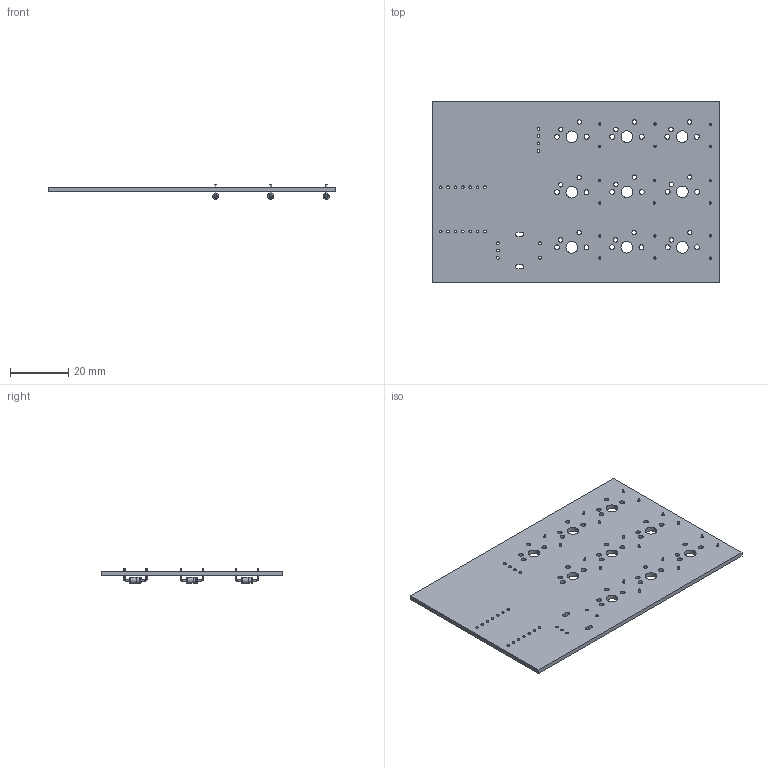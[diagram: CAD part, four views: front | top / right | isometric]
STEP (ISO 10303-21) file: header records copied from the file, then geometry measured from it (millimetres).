
FILE_DESCRIPTION(('KiCad electronic assembly'),'2;1');
FILE_NAME('project4.step','2025-12-28T19:49:47',('Pcbnew'),('Kicad'), 'Open CASCADE STEP processor 7.9','KiCad to STEP converter','Unknown' );
FILE_SCHEMA(('AUTOMOTIVE_DESIGN { 1 0 10303 214 1 1 1 1 }'));
Length unit declared in the file: millimetre
Products named in the file (3): project4 1; D_DO-35_SOD27_P7.62mm_Horizontal; project4_PCB
Assembly tree (10 placements, depth 2):
  project4 1
    D_DO-35_SOD27_P7.62mm_Horizontal  x9
    project4_PCB
Bounding box: 99.17 x 62.6 x 5.01 mm (x, y, z)
Volume: 9181.9 mm3; surface area: 13586.8 mm2
Topology: 19 solids, 19 shells, 244 faces, 510 edges, 322 vertices
Faces by surface type: cylinder 144, plane 64, torus 36
Full cylindrical faces by diameter (mm): 0.5 x27, 0.8 x18, 0.889 x14, 1 x9, 1.5 x18, 1.7 x18, 2 x18, 2.02 x9, 4 x9
Entity records: 4375 total; most frequent: DIRECTION 770, CARTESIAN_POINT 655, ORIENTED_EDGE 636, AXIS2_PLACEMENT_3D 325, EDGE_CURVE 318, FACE_BOUND 294, EDGE_LOOP 294, VERTEX_POINT 210
